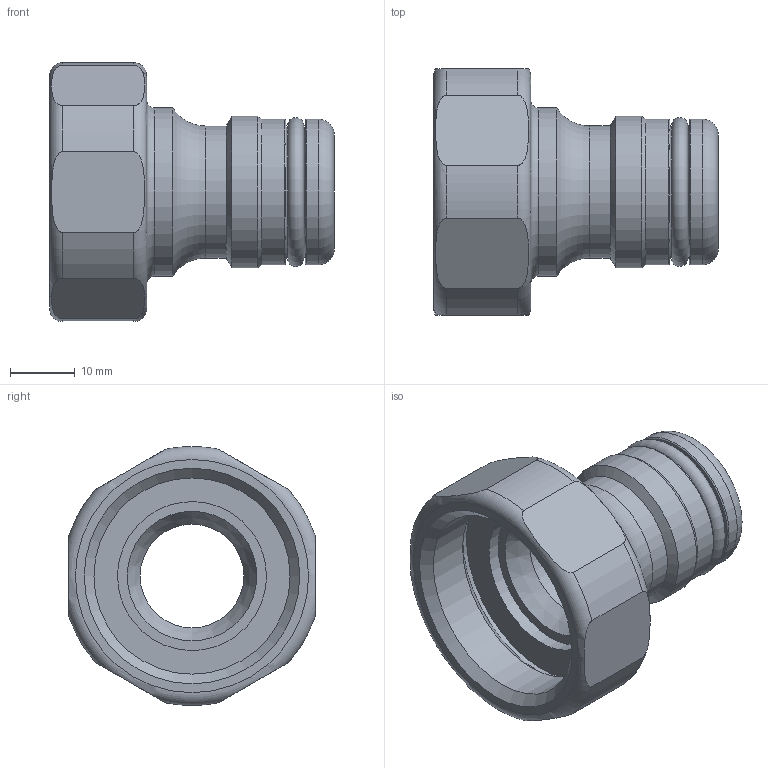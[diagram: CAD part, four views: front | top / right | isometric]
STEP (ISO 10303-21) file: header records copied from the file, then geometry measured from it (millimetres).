
FILE_DESCRIPTION(/* description */ (''),/* implementation_level */ '2;1');
FILE_NAME(/* name */ 'WL 10 NI.stp',/* time_stamp */ '2021-05-21T07:19:11+02:00',/* author */ ('ertl'),/* organization */ (''),/* preprocessor_version */ 'ST-DEVELOPER v17',/* originating_system */ 'Autodesk Inventor 2018',/* authorisation */ '0 mm^3');
FILE_SCHEMA (('AUTOMOTIVE_DESIGN { 1 0 10303 214 3 1 1 }'));
Length unit declared in the file: millimetre
Products named in the file (1): ENG-011725_Shrinkwrap_1
Bounding box: 44 x 38 x 39.98 mm (x, y, z)
Volume: 14698.1 mm3; surface area: 9392.1 mm2
Topology: 1 solids, 1 shells, 45 faces, 128 edges, 91 vertices
Faces by surface type: cylinder 16, plane 14, torus 10, cone 5
Full cylindrical faces by diameter (mm): 16 x1, 20.4 x1, 22.5 x2, 23 x1, 23.4 x1, 26 x1, 30.291 x1, 32.8 x1, 33.5 x1
Entity records: 1890 total; most frequent: CARTESIAN_POINT 523, DIRECTION 297, ORIENTED_EDGE 256, AXIS2_PLACEMENT_3D 135, EDGE_CURVE 128, VERTEX_POINT 91, CIRCLE 89, EDGE_LOOP 53
